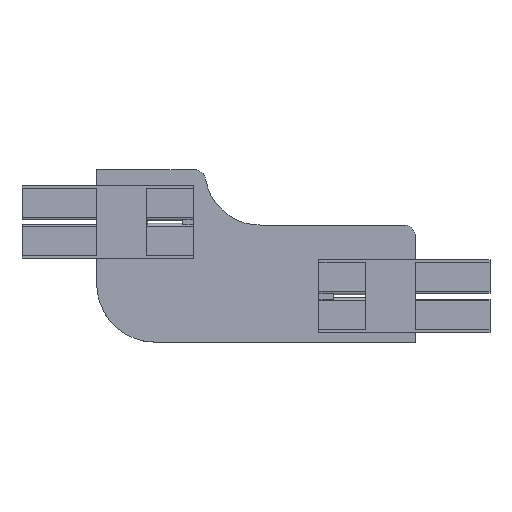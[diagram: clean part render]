
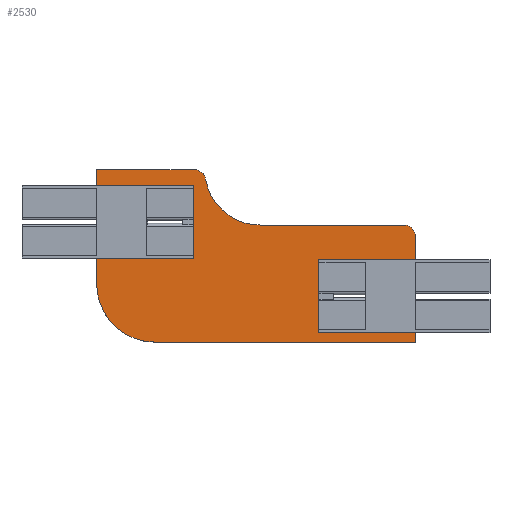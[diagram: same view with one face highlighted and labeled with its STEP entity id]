
A CAD part, top view. The second image highlights one B-rep face of the part: STEP entity #2530.
In plain terms, the highlighted planar face has unit normal (0, 0, 1).
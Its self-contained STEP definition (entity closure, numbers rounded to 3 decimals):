
#104 = CARTESIAN_POINT ( 'NONE',  ( -2.721, 3.99, 1.8 ) ) ;
#105 = VERTEX_POINT ( 'NONE', #4549 ) ;
#129 = CARTESIAN_POINT ( 'NONE',  ( -3.15, 1.29, 1.8 ) ) ;
#175 = DIRECTION ( 'NONE',  ( 0., 1., 0. ) ) ;
#194 = LINE ( 'NONE', #4524, #2597 ) ;
#220 = VERTEX_POINT ( 'NONE', #3883 ) ;
#236 = DIRECTION ( 'NONE',  ( 0., 1., 0. ) ) ;
#239 = VERTEX_POINT ( 'NONE', #567 ) ;
#252 = CARTESIAN_POINT ( 'NONE',  ( -6.45, 4.32, 1.8 ) ) ;
#290 = CARTESIAN_POINT ( 'NONE',  ( -4.45, 0.43, 1.8 ) ) ;
#295 = VERTEX_POINT ( 'NONE', #104 ) ;
#412 = VERTEX_POINT ( 'NONE', #129 ) ;
#419 = FACE_OUTER_BOUND ( 'NONE', #1555, .T. ) ;
#432 = DIRECTION ( 'NONE',  ( 0., 0., 1. ) ) ;
#462 = CARTESIAN_POINT ( 'NONE',  ( 4.05, 2.03, 1.8 ) ) ;
#483 = CARTESIAN_POINT ( 'NONE',  ( -0.78, 2.43, 1.8 ) ) ;
#492 = CARTESIAN_POINT ( 'NONE',  ( 4.45, 0., 1.8 ) ) ;
#527 = VECTOR ( 'NONE', #236, 1000. ) ;
#532 = EDGE_CURVE ( 'NONE', #3132, #239, #4330, .T. ) ;
#567 = CARTESIAN_POINT ( 'NONE',  ( 4.05, 2.43, 1.8 ) ) ;
#573 = ORIENTED_EDGE ( 'NONE', *, *, #2391, .F. ) ;
#619 = EDGE_CURVE ( 'NONE', #295, #707, #2435, .T. ) ;
#630 = DIRECTION ( 'NONE',  ( 1., 0., 0. ) ) ;
#631 = VECTOR ( 'NONE', #175, 1000. ) ;
#655 = LINE ( 'NONE', #4248, #2105 ) ;
#707 = VERTEX_POINT ( 'NONE', #4378 ) ;
#727 = DIRECTION ( 'NONE',  ( 0., 0., -1. ) ) ;
#735 = CIRCLE ( 'NONE', #3419, 1.89 ) ;
#749 = ORIENTED_EDGE ( 'NONE', *, *, #4673, .F. ) ;
#778 = DIRECTION ( 'NONE',  ( 1., 0., 0. ) ) ;
#787 = CARTESIAN_POINT ( 'NONE',  ( 0., 1.25, 1.8 ) ) ;
#810 = AXIS2_PLACEMENT_3D ( 'NONE', #2229, #3299, #4362 ) ;
#889 = DIRECTION ( 'NONE',  ( 0., 1., 0. ) ) ;
#897 = ORIENTED_EDGE ( 'NONE', *, *, #3886, .F. ) ;
#914 = VECTOR ( 'NONE', #2474, 1000. ) ;
#1069 = ORIENTED_EDGE ( 'NONE', *, *, #532, .F. ) ;
#1120 = VERTEX_POINT ( 'NONE', #2615 ) ;
#1130 = DIRECTION ( 'NONE',  ( 0., 0., 1. ) ) ;
#1145 = EDGE_CURVE ( 'NONE', #1120, #2196, #4077, .T. ) ;
#1180 = EDGE_CURVE ( 'NONE', #3132, #295, #735, .T. ) ;
#1207 = VERTEX_POINT ( 'NONE', #1855 ) ;
#1242 = CARTESIAN_POINT ( 'NONE',  ( -6.45, 1.29, 1.8 ) ) ;
#1283 = CARTESIAN_POINT ( 'NONE',  ( 1.15, -1.25, 1.8 ) ) ;
#1292 = VECTOR ( 'NONE', #1946, 1000. ) ;
#1298 = LINE ( 'NONE', #3530, #2905 ) ;
#1321 = LINE ( 'NONE', #4625, #4243 ) ;
#1393 = DIRECTION ( 'NONE',  ( 1., 0., 0. ) ) ;
#1426 = VECTOR ( 'NONE', #2753, 1000. ) ;
#1482 = VERTEX_POINT ( 'NONE', #4465 ) ;
#1485 = CARTESIAN_POINT ( 'NONE',  ( -3.115, 3.92, 1.8 ) ) ;
#1493 = CARTESIAN_POINT ( 'NONE',  ( -0.86, 4.318, 1.8 ) ) ;
#1539 = CARTESIAN_POINT ( 'NONE',  ( 0., 1.29, 1.8 ) ) ;
#1555 = EDGE_LOOP ( 'NONE', ( #4486, #3399, #1069, #2856, #2879, #573, #3505, #4031, #4616, #749, #897, #4484, #2102, #2071, #3656, #3868, #4733 ) ) ;
#1572 = CIRCLE ( 'NONE', #2432, 2. ) ;
#1597 = LINE ( 'NONE', #492, #1426 ) ;
#1600 = VECTOR ( 'NONE', #1697, 1000. ) ;
#1638 = DIRECTION ( 'NONE',  ( 1., 0., 0. ) ) ;
#1651 = VERTEX_POINT ( 'NONE', #1283 ) ;
#1657 = CARTESIAN_POINT ( 'NONE',  ( 4.45, 2.03, 1.8 ) ) ;
#1697 = DIRECTION ( 'NONE',  ( -1., 0., 0. ) ) ;
#1785 = LINE ( 'NONE', #2069, #527 ) ;
#1855 = CARTESIAN_POINT ( 'NONE',  ( 4.45, -1.57, 1.8 ) ) ;
#1905 = EDGE_CURVE ( 'NONE', #3654, #239, #4337, .T. ) ;
#1933 = VECTOR ( 'NONE', #3089, 1000. ) ;
#1946 = DIRECTION ( 'NONE',  ( 1., 0., 0. ) ) ;
#1989 = EDGE_CURVE ( 'NONE', #1651, #105, #1298, .T. ) ;
#2069 = CARTESIAN_POINT ( 'NONE',  ( -6.45, 0., 1.8 ) ) ;
#2071 = ORIENTED_EDGE ( 'NONE', *, *, #4351, .F. ) ;
#2081 = EDGE_CURVE ( 'NONE', #2625, #1482, #1321, .T. ) ;
#2086 = CARTESIAN_POINT ( 'NONE',  ( 4.45, 0., 1.8 ) ) ;
#2102 = ORIENTED_EDGE ( 'NONE', *, *, #3763, .F. ) ;
#2105 = VECTOR ( 'NONE', #1393, 1000. ) ;
#2138 = EDGE_CURVE ( 'NONE', #2625, #3792, #3825, .T. ) ;
#2196 = VERTEX_POINT ( 'NONE', #4685 ) ;
#2229 = CARTESIAN_POINT ( 'NONE',  ( 0., 0., 1.8 ) ) ;
#2246 = DIRECTION ( 'NONE',  ( 1., 0., 0. ) ) ;
#2257 = DIRECTION ( 'NONE',  ( 1., 0., 0. ) ) ;
#2268 = AXIS2_PLACEMENT_3D ( 'NONE', #462, #1130, #2246 ) ;
#2391 = EDGE_CURVE ( 'NONE', #3792, #707, #655, .T. ) ;
#2398 = EDGE_CURVE ( 'NONE', #3956, #220, #1572, .T. ) ;
#2432 = AXIS2_PLACEMENT_3D ( 'NONE', #290, #4633, #4695 ) ;
#2435 = CIRCLE ( 'NONE', #2881, 0.4 ) ;
#2459 = LINE ( 'NONE', #4344, #1600 ) ;
#2474 = DIRECTION ( 'NONE',  ( 0., -1., 0. ) ) ;
#2530 = ADVANCED_FACE ( 'NONE', ( #419 ), #3998, .T. ) ;
#2597 = VECTOR ( 'NONE', #889, 1000. ) ;
#2615 = CARTESIAN_POINT ( 'NONE',  ( 1.15, 1.25, 1.8 ) ) ;
#2625 = VERTEX_POINT ( 'NONE', #3857 ) ;
#2635 = VECTOR ( 'NONE', #630, 1000. ) ;
#2684 = EDGE_CURVE ( 'NONE', #1651, #1120, #3444, .T. ) ;
#2753 = DIRECTION ( 'NONE',  ( 0., -1., 0. ) ) ;
#2788 = DIRECTION ( 'NONE',  ( 1., 0., 0. ) ) ;
#2856 = ORIENTED_EDGE ( 'NONE', *, *, #1180, .T. ) ;
#2879 = ORIENTED_EDGE ( 'NONE', *, *, #619, .T. ) ;
#2881 = AXIS2_PLACEMENT_3D ( 'NONE', #1485, #432, #3677 ) ;
#2905 = VECTOR ( 'NONE', #2788, 1000. ) ;
#2997 = CARTESIAN_POINT ( 'NONE',  ( -4.45, -1.57, 1.8 ) ) ;
#3089 = DIRECTION ( 'NONE',  ( 0., 1., 0. ) ) ;
#3132 = VERTEX_POINT ( 'NONE', #483 ) ;
#3299 = DIRECTION ( 'NONE',  ( 0., 0., 1. ) ) ;
#3314 = LINE ( 'NONE', #1539, #1292 ) ;
#3399 = ORIENTED_EDGE ( 'NONE', *, *, #1905, .T. ) ;
#3419 = AXIS2_PLACEMENT_3D ( 'NONE', #1493, #727, #778 ) ;
#3444 = LINE ( 'NONE', #4582, #1933 ) ;
#3460 = CARTESIAN_POINT ( 'NONE',  ( -6.45, 0., 1.8 ) ) ;
#3505 = ORIENTED_EDGE ( 'NONE', *, *, #2138, .F. ) ;
#3530 = CARTESIAN_POINT ( 'NONE',  ( 0., -1.25, 1.8 ) ) ;
#3589 = LINE ( 'NONE', #2086, #914 ) ;
#3638 = EDGE_CURVE ( 'NONE', #412, #1482, #194, .T. ) ;
#3651 = VECTOR ( 'NONE', #2257, 1000. ) ;
#3654 = VERTEX_POINT ( 'NONE', #1657 ) ;
#3656 = ORIENTED_EDGE ( 'NONE', *, *, #1989, .F. ) ;
#3677 = DIRECTION ( 'NONE',  ( 1., 0., 0. ) ) ;
#3763 = EDGE_CURVE ( 'NONE', #1207, #3956, #2459, .T. ) ;
#3789 = EDGE_CURVE ( 'NONE', #3654, #2196, #3589, .T. ) ;
#3792 = VERTEX_POINT ( 'NONE', #252 ) ;
#3825 = LINE ( 'NONE', #3460, #631 ) ;
#3857 = CARTESIAN_POINT ( 'NONE',  ( -6.45, 3.79, 1.8 ) ) ;
#3868 = ORIENTED_EDGE ( 'NONE', *, *, #2684, .T. ) ;
#3883 = CARTESIAN_POINT ( 'NONE',  ( -6.45, 0.43, 1.8 ) ) ;
#3886 = EDGE_CURVE ( 'NONE', #220, #4042, #1785, .T. ) ;
#3956 = VERTEX_POINT ( 'NONE', #2997 ) ;
#3962 = CARTESIAN_POINT ( 'NONE',  ( 0., 2.43, 1.8 ) ) ;
#3998 = PLANE ( 'NONE',  #810 ) ;
#4031 = ORIENTED_EDGE ( 'NONE', *, *, #2081, .T. ) ;
#4042 = VERTEX_POINT ( 'NONE', #1242 ) ;
#4077 = LINE ( 'NONE', #787, #3651 ) ;
#4243 = VECTOR ( 'NONE', #1638, 1000. ) ;
#4248 = CARTESIAN_POINT ( 'NONE',  ( 0., 4.32, 1.8 ) ) ;
#4330 = LINE ( 'NONE', #3962, #2635 ) ;
#4337 = CIRCLE ( 'NONE', #2268, 0.4 ) ;
#4344 = CARTESIAN_POINT ( 'NONE',  ( 0., -1.57, 1.8 ) ) ;
#4351 = EDGE_CURVE ( 'NONE', #105, #1207, #1597, .T. ) ;
#4362 = DIRECTION ( 'NONE',  ( 1., 0., 0. ) ) ;
#4378 = CARTESIAN_POINT ( 'NONE',  ( -3.115, 4.32, 1.8 ) ) ;
#4465 = CARTESIAN_POINT ( 'NONE',  ( -3.15, 3.79, 1.8 ) ) ;
#4484 = ORIENTED_EDGE ( 'NONE', *, *, #2398, .F. ) ;
#4486 = ORIENTED_EDGE ( 'NONE', *, *, #3789, .F. ) ;
#4524 = CARTESIAN_POINT ( 'NONE',  ( -3.15, 0., 1.8 ) ) ;
#4549 = CARTESIAN_POINT ( 'NONE',  ( 4.45, -1.25, 1.8 ) ) ;
#4582 = CARTESIAN_POINT ( 'NONE',  ( 1.15, 0., 1.8 ) ) ;
#4616 = ORIENTED_EDGE ( 'NONE', *, *, #3638, .F. ) ;
#4625 = CARTESIAN_POINT ( 'NONE',  ( 0., 3.79, 1.8 ) ) ;
#4633 = DIRECTION ( 'NONE',  ( 0., 0., -1. ) ) ;
#4673 = EDGE_CURVE ( 'NONE', #4042, #412, #3314, .T. ) ;
#4685 = CARTESIAN_POINT ( 'NONE',  ( 4.45, 1.25, 1.8 ) ) ;
#4695 = DIRECTION ( 'NONE',  ( 1., 0., 0. ) ) ;
#4733 = ORIENTED_EDGE ( 'NONE', *, *, #1145, .T. ) ;
